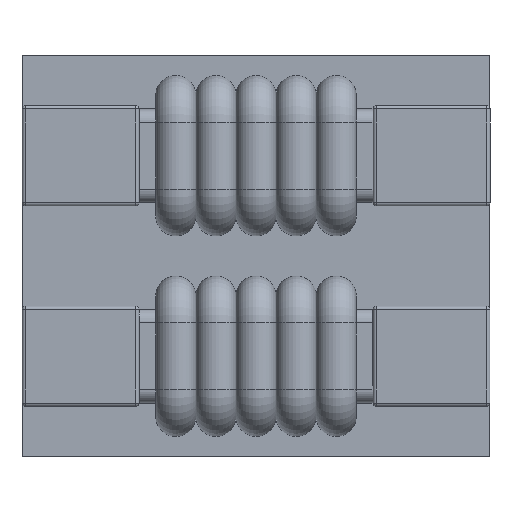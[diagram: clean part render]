
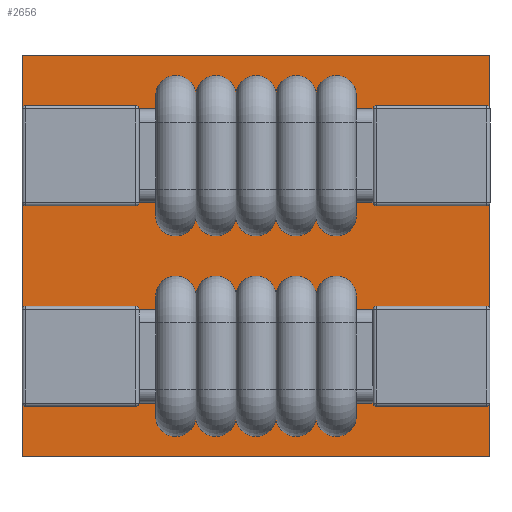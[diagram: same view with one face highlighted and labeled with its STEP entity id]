
A CAD part, front view. The second image highlights one B-rep face of the part: STEP entity #2656.
In plain terms, the highlighted planar face has unit normal (0, -1, 0).
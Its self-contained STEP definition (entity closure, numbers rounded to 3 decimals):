
#477 = EDGE_CURVE ( 'NONE', #7903, #2190, #1058, .T. ) ;
#578 = DIRECTION ( 'NONE',  ( 0., 0., -1. ) ) ;
#609 = CARTESIAN_POINT ( 'NONE',  ( 3.5, 2.8, 3. ) ) ;
#860 = VERTEX_POINT ( 'NONE', #4914 ) ;
#922 = DIRECTION ( 'NONE',  ( 0., -1., 0. ) ) ;
#1058 = LINE ( 'NONE', #609, #2912 ) ;
#1360 = ORIENTED_EDGE ( 'NONE', *, *, #5763, .F. ) ;
#1752 = DIRECTION ( 'NONE',  ( 0., 0., 1. ) ) ;
#1818 = AXIS2_PLACEMENT_3D ( 'NONE', #5935, #922, #5909 ) ;
#2190 = VERTEX_POINT ( 'NONE', #5079 ) ;
#2299 = DIRECTION ( 'NONE',  ( -1., 0., 0. ) ) ;
#2319 = CARTESIAN_POINT ( 'NONE',  ( 3.5, 2.8, 3. ) ) ;
#2461 = VECTOR ( 'NONE', #2299, 1000. ) ;
#2656 = ADVANCED_FACE ( 'NONE', ( #6692 ), #7696, .T. ) ;
#2744 = CARTESIAN_POINT ( 'NONE',  ( -3.5, 2.8, 3. ) ) ;
#2807 = LINE ( 'NONE', #3525, #7570 ) ;
#2912 = VECTOR ( 'NONE', #578, 1000. ) ;
#3243 = ORIENTED_EDGE ( 'NONE', *, *, #477, .F. ) ;
#3525 = CARTESIAN_POINT ( 'NONE',  ( -3.5, 2.8, 3. ) ) ;
#4005 = CARTESIAN_POINT ( 'NONE',  ( -3.5, 2.8, -3. ) ) ;
#4105 = LINE ( 'NONE', #4741, #2461 ) ;
#4344 = EDGE_CURVE ( 'NONE', #860, #7903, #7711, .T. ) ;
#4384 = ORIENTED_EDGE ( 'NONE', *, *, #7896, .F. ) ;
#4706 = DIRECTION ( 'NONE',  ( 1., 0., 0. ) ) ;
#4741 = CARTESIAN_POINT ( 'NONE',  ( -3.5, 2.8, -3. ) ) ;
#4914 = CARTESIAN_POINT ( 'NONE',  ( -3.5, 2.8, 3. ) ) ;
#5079 = CARTESIAN_POINT ( 'NONE',  ( 3.5, 2.8, -3. ) ) ;
#5461 = EDGE_LOOP ( 'NONE', ( #3243, #6652, #4384, #1360 ) ) ;
#5714 = VERTEX_POINT ( 'NONE', #4005 ) ;
#5763 = EDGE_CURVE ( 'NONE', #2190, #5714, #4105, .T. ) ;
#5785 = VECTOR ( 'NONE', #4706, 1000. ) ;
#5909 = DIRECTION ( 'NONE',  ( 0., 0., -1. ) ) ;
#5935 = CARTESIAN_POINT ( 'NONE',  ( 0., 2.8, 0. ) ) ;
#6652 = ORIENTED_EDGE ( 'NONE', *, *, #4344, .F. ) ;
#6692 = FACE_OUTER_BOUND ( 'NONE', #5461, .T. ) ;
#7570 = VECTOR ( 'NONE', #1752, 1000. ) ;
#7696 = PLANE ( 'NONE',  #1818 ) ;
#7711 = LINE ( 'NONE', #2744, #5785 ) ;
#7896 = EDGE_CURVE ( 'NONE', #5714, #860, #2807, .T. ) ;
#7903 = VERTEX_POINT ( 'NONE', #2319 ) ;
